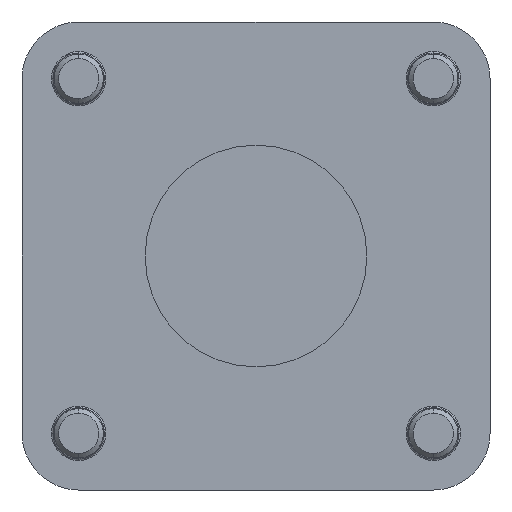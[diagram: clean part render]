
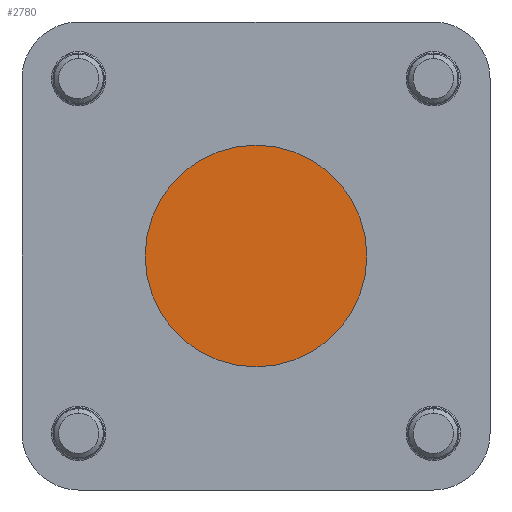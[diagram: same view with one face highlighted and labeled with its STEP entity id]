
A CAD part, left-side view. The second image highlights one B-rep face of the part: STEP entity #2780.
In plain terms, the highlighted planar face has unit normal (-1, 0, 0).
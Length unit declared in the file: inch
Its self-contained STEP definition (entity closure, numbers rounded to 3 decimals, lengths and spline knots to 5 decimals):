
#497 = EDGE_CURVE ( 'NONE', #2084, #3616, #5216, .T. ) ;
#1100 = AXIS2_PLACEMENT_3D ( 'NONE', #1711, #3042, #2604 ) ;
#1202 = DIRECTION ( 'NONE',  ( 0., 0., -1. ) ) ;
#1315 = FACE_OUTER_BOUND ( 'NONE', #4901, .T. ) ;
#1477 = CARTESIAN_POINT ( 'NONE',  ( 0.35433, 0., -0.88583 ) ) ;
#1711 = CARTESIAN_POINT ( 'NONE',  ( 0.35433, 0., 0. ) ) ;
#1774 = CARTESIAN_POINT ( 'NONE',  ( 0.35433, 0., 0.88583 ) ) ;
#1840 = DIRECTION ( 'NONE',  ( 0., 1., 0. ) ) ;
#1956 = ORIENTED_EDGE ( 'NONE', *, *, #4933, .F. ) ;
#2084 = VERTEX_POINT ( 'NONE', #1477 ) ;
#2604 = DIRECTION ( 'NONE',  ( 0., 0., -1. ) ) ;
#2780 = ADVANCED_FACE ( 'NONE', ( #1315 ), #2982, .F. ) ;
#2982 = PLANE ( 'NONE',  #3379 ) ;
#3042 = DIRECTION ( 'NONE',  ( 1., 0., 0. ) ) ;
#3379 = AXIS2_PLACEMENT_3D ( 'NONE', #4679, #4756, #1840 ) ;
#3455 = CIRCLE ( 'NONE', #1100, 0.88583 ) ;
#3560 = CARTESIAN_POINT ( 'NONE',  ( 0.35433, 0., 0. ) ) ;
#3616 = VERTEX_POINT ( 'NONE', #1774 ) ;
#4534 = DIRECTION ( 'NONE',  ( 1., 0., 0. ) ) ;
#4679 = CARTESIAN_POINT ( 'NONE',  ( 0.35433, 0., 0. ) ) ;
#4692 = AXIS2_PLACEMENT_3D ( 'NONE', #3560, #4534, #1202 ) ;
#4756 = DIRECTION ( 'NONE',  ( 1., 0., 0. ) ) ;
#4901 = EDGE_LOOP ( 'NONE', ( #1956, #5182 ) ) ;
#4933 = EDGE_CURVE ( 'NONE', #3616, #2084, #3455, .T. ) ;
#5182 = ORIENTED_EDGE ( 'NONE', *, *, #497, .F. ) ;
#5216 = CIRCLE ( 'NONE', #4692, 0.88583 ) ;
